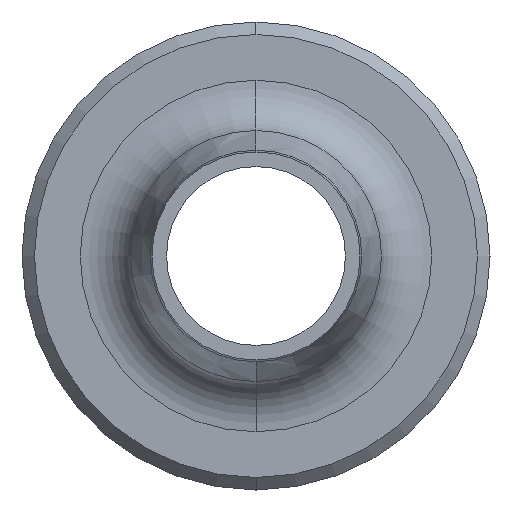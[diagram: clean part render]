
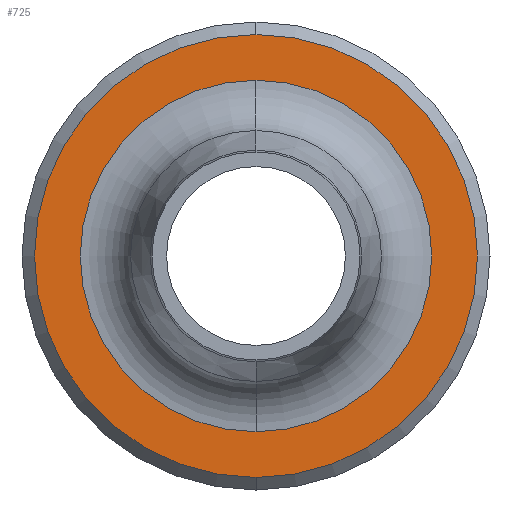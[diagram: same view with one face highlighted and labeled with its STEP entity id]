
A CAD part, left-side view. The second image highlights one B-rep face of the part: STEP entity #725.
In plain terms, the highlighted planar face has unit normal (-1, 0, 0).
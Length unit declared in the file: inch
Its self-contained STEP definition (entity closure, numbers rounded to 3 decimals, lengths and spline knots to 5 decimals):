
#158 = CARTESIAN_POINT ( 'NONE',  ( 2.5, 0., 0. ) ) ;
#351 = CARTESIAN_POINT ( 'NONE',  ( 2.5, 0., 0. ) ) ;
#512 = DIRECTION ( 'NONE',  ( 0., 0., 1. ) ) ;
#716 = CIRCLE ( 'NONE', #2395, 0.4225 ) ;
#717 = EDGE_CURVE ( 'NONE', #4983, #4419, #1426, .T. ) ;
#725 = ADVANCED_FACE ( 'NONE', ( #4578, #735 ), #1270, .T. ) ;
#735 = FACE_BOUND ( 'NONE', #4587, .T. ) ;
#806 = EDGE_LOOP ( 'NONE', ( #1049, #5390 ) ) ;
#962 = CARTESIAN_POINT ( 'NONE',  ( 2.5, 0., 0.4225 ) ) ;
#1049 = ORIENTED_EDGE ( 'NONE', *, *, #1461, .T. ) ;
#1270 = PLANE ( 'NONE',  #1630 ) ;
#1410 = CIRCLE ( 'NONE', #3623, 0.4225 ) ;
#1426 = CIRCLE ( 'NONE', #1810, 0.5325 ) ;
#1461 = EDGE_CURVE ( 'NONE', #4419, #4983, #4988, .T. ) ;
#1591 = DIRECTION ( 'NONE',  ( -1., 0., 0. ) ) ;
#1630 = AXIS2_PLACEMENT_3D ( 'NONE', #5825, #4477, #3539 ) ;
#1751 = VERTEX_POINT ( 'NONE', #962 ) ;
#1810 = AXIS2_PLACEMENT_3D ( 'NONE', #351, #5416, #3967 ) ;
#2118 = EDGE_CURVE ( 'NONE', #5151, #1751, #716, .T. ) ;
#2157 = EDGE_CURVE ( 'NONE', #1751, #5151, #1410, .T. ) ;
#2395 = AXIS2_PLACEMENT_3D ( 'NONE', #4106, #5069, #512 ) ;
#2510 = DIRECTION ( 'NONE',  ( 0., 0., 1. ) ) ;
#2918 = CARTESIAN_POINT ( 'NONE',  ( 2.5, 0., -0.5325 ) ) ;
#3319 = AXIS2_PLACEMENT_3D ( 'NONE', #158, #1591, #2510 ) ;
#3506 = CARTESIAN_POINT ( 'NONE',  ( 2.5, 0., -0.4225 ) ) ;
#3539 = DIRECTION ( 'NONE',  ( 0., 0., 1. ) ) ;
#3623 = AXIS2_PLACEMENT_3D ( 'NONE', #5095, #3630, #5025 ) ;
#3630 = DIRECTION ( 'NONE',  ( -1., 0., 0. ) ) ;
#3967 = DIRECTION ( 'NONE',  ( 0., 0., 1. ) ) ;
#4106 = CARTESIAN_POINT ( 'NONE',  ( 2.5, 0., 0. ) ) ;
#4419 = VERTEX_POINT ( 'NONE', #2918 ) ;
#4442 = ORIENTED_EDGE ( 'NONE', *, *, #2157, .F. ) ;
#4477 = DIRECTION ( 'NONE',  ( -1., 0., 0. ) ) ;
#4578 = FACE_OUTER_BOUND ( 'NONE', #806, .T. ) ;
#4587 = EDGE_LOOP ( 'NONE', ( #4442, #4921 ) ) ;
#4659 = CARTESIAN_POINT ( 'NONE',  ( 2.5, 0., 0.5325 ) ) ;
#4921 = ORIENTED_EDGE ( 'NONE', *, *, #2118, .F. ) ;
#4983 = VERTEX_POINT ( 'NONE', #4659 ) ;
#4988 = CIRCLE ( 'NONE', #3319, 0.5325 ) ;
#5025 = DIRECTION ( 'NONE',  ( 0., 0., 1. ) ) ;
#5069 = DIRECTION ( 'NONE',  ( -1., 0., 0. ) ) ;
#5095 = CARTESIAN_POINT ( 'NONE',  ( 2.5, 0., 0. ) ) ;
#5151 = VERTEX_POINT ( 'NONE', #3506 ) ;
#5390 = ORIENTED_EDGE ( 'NONE', *, *, #717, .T. ) ;
#5416 = DIRECTION ( 'NONE',  ( -1., 0., 0. ) ) ;
#5825 = CARTESIAN_POINT ( 'NONE',  ( 2.5, 0., 0. ) ) ;
